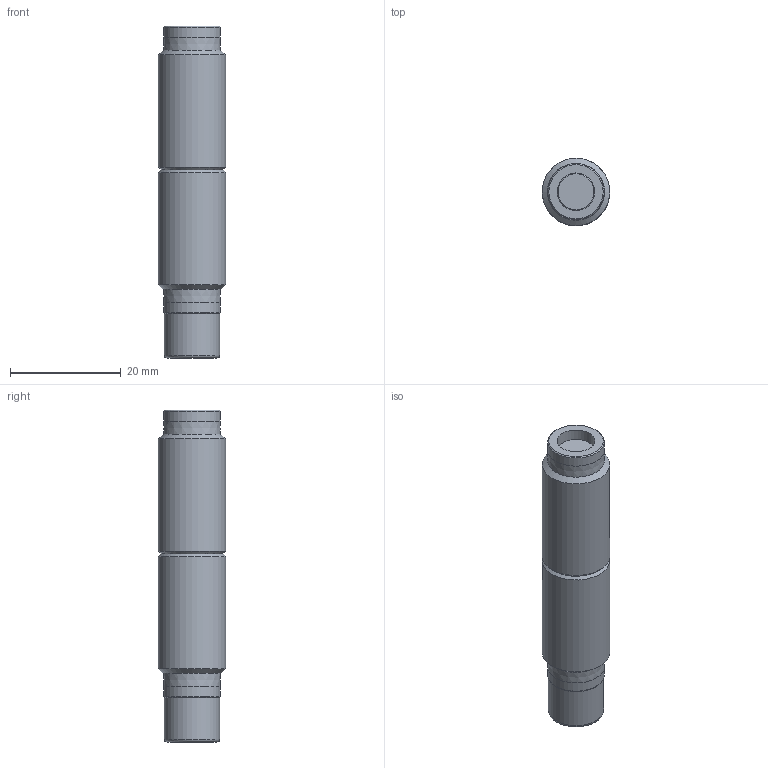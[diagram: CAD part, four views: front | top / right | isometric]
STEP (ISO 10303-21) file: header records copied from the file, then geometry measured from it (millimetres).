
FILE_DESCRIPTION(/* description */ (''),/* implementation_level */ '2;1');
FILE_NAME(/* name */ '81047_KriTec_System-Stossverbindungssatz_Nut_10_fuer_Profil_10_schwer.stp',/* time_stamp */ '2020-03-19T15:45:38+01:00',/* author */ ('jendrek'),/* organization */ (''),/* preprocessor_version */ 'ST-DEVELOPER v17',/* originating_system */ 'Autodesk Inventor 2018',/* authorisation */ '');
FILE_SCHEMA (('AUTOMOTIVE_DESIGN { 1 0 10303 214 3 1 1 }'));
Length unit declared in the file: millimetre
Products named in the file (3): 81047; 81047_0; 81047_1
Assembly tree (3 placements, depth 2):
  81047
    81047_0
    81047_1  x2
Bounding box: 12.2 x 12.2 x 60 mm (x, y, z)
Volume: 6113.6 mm3; surface area: 5247.7 mm2
Topology: 3 solids, 3 shells, 66 faces, 154 edges, 98 vertices
Faces by surface type: plane 34, cylinder 22, cone 9, torus 1
Full cylindrical faces by diameter (mm): 6.8 x2, 8 x1, 8.3 x2, 10 x1, 10.2 x2, 12.2 x2
Entity records: 1310 total; most frequent: DIRECTION 239, CARTESIAN_POINT 207, ORIENTED_EDGE 194, EDGE_CURVE 97, AXIS2_PLACEMENT_3D 93, VERTEX_POINT 61, LINE 53, VECTOR 53
